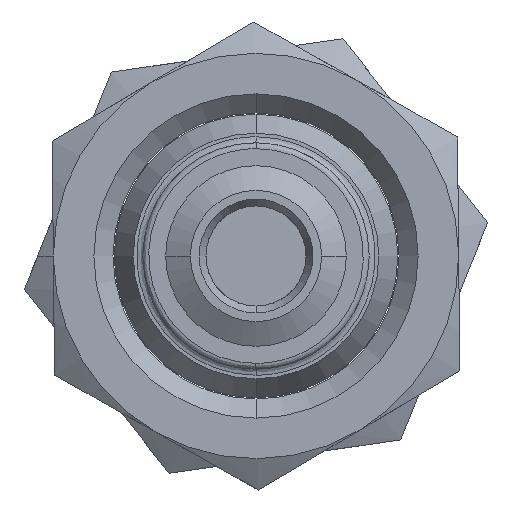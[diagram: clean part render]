
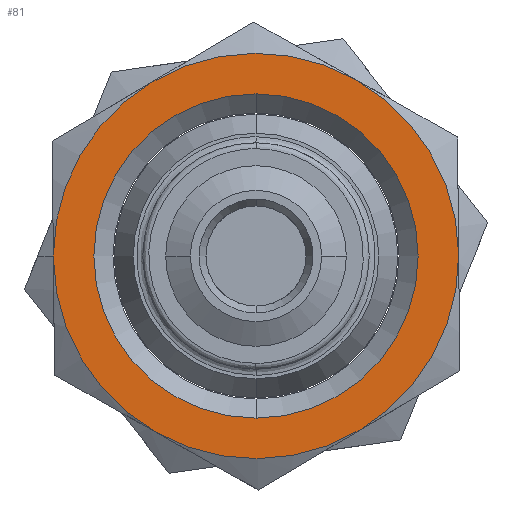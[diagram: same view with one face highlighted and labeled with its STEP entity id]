
A CAD part, front view. The second image highlights one B-rep face of the part: STEP entity #81.
In plain terms, the highlighted planar face has unit normal (0, -1, 0).
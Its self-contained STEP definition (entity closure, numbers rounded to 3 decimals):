
#8 = EDGE_CURVE ( 'NONE', #2721, #4145, #2404, .T. ) ;
#81 = ADVANCED_FACE ( 'NONE', ( #2330, #2327 ), #2729, .T. ) ;
#431 = EDGE_CURVE ( 'NONE', #4768, #4928, #1919, .T. ) ;
#693 = AXIS2_PLACEMENT_3D ( 'NONE', #3927, #3910, #3906 ) ;
#722 = EDGE_CURVE ( 'NONE', #4667, #2721, #1477, .T. ) ;
#762 = EDGE_CURVE ( 'NONE', #4616, #1765, #1472, .T. ) ;
#841 = CARTESIAN_POINT ( 'NONE',  ( 0., 5., 0. ) ) ;
#866 = DIRECTION ( 'NONE',  ( 0., -1., 0. ) ) ;
#882 = DIRECTION ( 'NONE',  ( -1., 0., 0. ) ) ;
#886 = EDGE_CURVE ( 'NONE', #4928, #4667, #1331, .T. ) ;
#923 = EDGE_CURVE ( 'NONE', #3111, #4768, #1273, .T. ) ;
#925 = EDGE_CURVE ( 'NONE', #1765, #4616, #1266, .T. ) ;
#1266 = CIRCLE ( 'NONE', #2693, 6.8 ) ;
#1271 = AXIS2_PLACEMENT_3D ( 'NONE', #4110, #3986, #3784 ) ;
#1273 = CIRCLE ( 'NONE', #2107, 8.5 ) ;
#1330 = DIRECTION ( 'NONE',  ( 0., 0., -1. ) ) ;
#1331 = CIRCLE ( 'NONE', #1271, 8.5 ) ;
#1339 = CARTESIAN_POINT ( 'NONE',  ( -8.5, 5., -0.084 ) ) ;
#1363 = DIRECTION ( 'NONE',  ( 0., -1., 0. ) ) ;
#1367 = DIRECTION ( 'NONE',  ( -1., 0., 0. ) ) ;
#1402 = DIRECTION ( 'NONE',  ( 0., -1., 0. ) ) ;
#1421 = CARTESIAN_POINT ( 'NONE',  ( 0., 5., 0. ) ) ;
#1438 = CARTESIAN_POINT ( 'NONE',  ( -4.323, 5., 7.319 ) ) ;
#1472 = CIRCLE ( 'NONE', #4455, 6.8 ) ;
#1477 = CIRCLE ( 'NONE', #2219, 8.5 ) ;
#1485 = CARTESIAN_POINT ( 'NONE',  ( 0., 5., 0. ) ) ;
#1765 = VERTEX_POINT ( 'NONE', #3056 ) ;
#1919 = CIRCLE ( 'NONE', #2037, 8.5 ) ;
#1967 = CARTESIAN_POINT ( 'NONE',  ( -4.177, 5., -7.403 ) ) ;
#2021 = DIRECTION ( 'NONE',  ( -1., 0., 0. ) ) ;
#2036 = CARTESIAN_POINT ( 'NONE',  ( -8.5, 5., 0. ) ) ;
#2037 = AXIS2_PLACEMENT_3D ( 'NONE', #841, #866, #882 ) ;
#2107 = AXIS2_PLACEMENT_3D ( 'NONE', #2198, #2144, #2021 ) ;
#2144 = DIRECTION ( 'NONE',  ( 0., -1., 0. ) ) ;
#2198 = CARTESIAN_POINT ( 'NONE',  ( 0., 5., 0. ) ) ;
#2219 = AXIS2_PLACEMENT_3D ( 'NONE', #4859, #4842, #4793 ) ;
#2240 = CARTESIAN_POINT ( 'NONE',  ( 8.5, 5., 0.084 ) ) ;
#2327 = FACE_OUTER_BOUND ( 'NONE', #3027, .T. ) ;
#2330 = FACE_BOUND ( 'NONE', #4781, .T. ) ;
#2404 = CIRCLE ( 'NONE', #3399, 8.5 ) ;
#2445 = ORIENTED_EDGE ( 'NONE', *, *, #3862, .T. ) ;
#2456 = ORIENTED_EDGE ( 'NONE', *, *, #8, .T. ) ;
#2495 = ORIENTED_EDGE ( 'NONE', *, *, #722, .T. ) ;
#2505 = ORIENTED_EDGE ( 'NONE', *, *, #886, .T. ) ;
#2511 = ORIENTED_EDGE ( 'NONE', *, *, #431, .T. ) ;
#2566 = ORIENTED_EDGE ( 'NONE', *, *, #923, .T. ) ;
#2575 = ORIENTED_EDGE ( 'NONE', *, *, #4231, .T. ) ;
#2582 = ORIENTED_EDGE ( 'NONE', *, *, #762, .F. ) ;
#2589 = DIRECTION ( 'NONE',  ( 0.509, 0., -0.861 ) ) ;
#2609 = DIRECTION ( 'NONE',  ( 0., -1., 0. ) ) ;
#2641 = ORIENTED_EDGE ( 'NONE', *, *, #925, .F. ) ;
#2693 = AXIS2_PLACEMENT_3D ( 'NONE', #1485, #1363, #1330 ) ;
#2715 = VERTEX_POINT ( 'NONE', #1339 ) ;
#2721 = VERTEX_POINT ( 'NONE', #1438 ) ;
#2729 = PLANE ( 'NONE',  #5265 ) ;
#2806 = CARTESIAN_POINT ( 'NONE',  ( -11.781, 5., 3.032 ) ) ;
#2844 = DIRECTION ( 'NONE',  ( 0., 0., -1. ) ) ;
#2867 = DIRECTION ( 'NONE',  ( 0., -1., 0. ) ) ;
#2879 = CARTESIAN_POINT ( 'NONE',  ( 0., 5., 0. ) ) ;
#3027 = EDGE_LOOP ( 'NONE', ( #2575, #2566, #2511, #2505, #2495, #2456, #2445 ) ) ;
#3056 = CARTESIAN_POINT ( 'NONE',  ( 0., 5., -6.8 ) ) ;
#3111 = VERTEX_POINT ( 'NONE', #1967 ) ;
#3297 = CIRCLE ( 'NONE', #3974, 8.5 ) ;
#3391 = CARTESIAN_POINT ( 'NONE',  ( 4.323, 5., -7.319 ) ) ;
#3399 = AXIS2_PLACEMENT_3D ( 'NONE', #4176, #3896, #4035 ) ;
#3784 = DIRECTION ( 'NONE',  ( -1., 0., 0. ) ) ;
#3862 = EDGE_CURVE ( 'NONE', #4145, #2715, #4008, .T. ) ;
#3896 = DIRECTION ( 'NONE',  ( 0., -1., 0. ) ) ;
#3906 = DIRECTION ( 'NONE',  ( -1., 0., 0. ) ) ;
#3910 = DIRECTION ( 'NONE',  ( 0., -1., 0. ) ) ;
#3927 = CARTESIAN_POINT ( 'NONE',  ( 0., 5., 0. ) ) ;
#3974 = AXIS2_PLACEMENT_3D ( 'NONE', #1421, #1402, #1367 ) ;
#3986 = DIRECTION ( 'NONE',  ( 0., -1., 0. ) ) ;
#4008 = CIRCLE ( 'NONE', #693, 8.5 ) ;
#4035 = DIRECTION ( 'NONE',  ( -1., 0., 0. ) ) ;
#4110 = CARTESIAN_POINT ( 'NONE',  ( 0., 5., 0. ) ) ;
#4145 = VERTEX_POINT ( 'NONE', #2036 ) ;
#4176 = CARTESIAN_POINT ( 'NONE',  ( 0., 5., 0. ) ) ;
#4194 = CARTESIAN_POINT ( 'NONE',  ( 4.177, 5., 7.403 ) ) ;
#4231 = EDGE_CURVE ( 'NONE', #2715, #3111, #3297, .T. ) ;
#4441 = CARTESIAN_POINT ( 'NONE',  ( 0., 5., 6.8 ) ) ;
#4455 = AXIS2_PLACEMENT_3D ( 'NONE', #2879, #2867, #2844 ) ;
#4616 = VERTEX_POINT ( 'NONE', #4441 ) ;
#4667 = VERTEX_POINT ( 'NONE', #4194 ) ;
#4768 = VERTEX_POINT ( 'NONE', #3391 ) ;
#4781 = EDGE_LOOP ( 'NONE', ( #2641, #2582 ) ) ;
#4793 = DIRECTION ( 'NONE',  ( -1., 0., 0. ) ) ;
#4842 = DIRECTION ( 'NONE',  ( 0., -1., 0. ) ) ;
#4859 = CARTESIAN_POINT ( 'NONE',  ( 0., 5., 0. ) ) ;
#4928 = VERTEX_POINT ( 'NONE', #2240 ) ;
#5265 = AXIS2_PLACEMENT_3D ( 'NONE', #2806, #2609, #2589 ) ;
